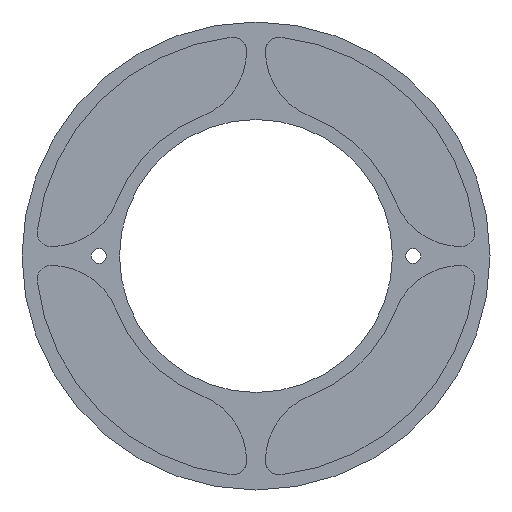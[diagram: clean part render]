
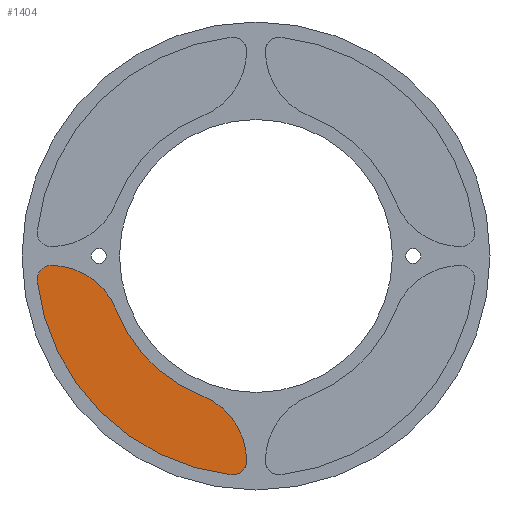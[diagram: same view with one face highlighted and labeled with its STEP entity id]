
A CAD part, left-side view. The second image highlights one B-rep face of the part: STEP entity #1404.
In plain terms, the highlighted planar face has unit normal (-1, 0, 0).
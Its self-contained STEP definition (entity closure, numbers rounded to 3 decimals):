
#9 = CIRCLE ( 'NONE', #1639, 3. ) ;
#129 = VERTEX_POINT ( 'NONE', #195 ) ;
#145 = DIRECTION ( 'NONE',  ( -1., 0., 0. ) ) ;
#169 = CIRCLE ( 'NONE', #931, 32. ) ;
#178 = CARTESIAN_POINT ( 'NONE',  ( 0., 0., 0. ) ) ;
#195 = CARTESIAN_POINT ( 'NONE',  ( 0., 5.341, -46.738 ) ) ;
#230 = EDGE_CURVE ( 'NONE', #2163, #483, #1989, .T. ) ;
#243 = AXIS2_PLACEMENT_3D ( 'NONE', #381, #546, #1906 ) ;
#281 = DIRECTION ( 'NONE',  ( 0., 0., -1. ) ) ;
#323 = VERTEX_POINT ( 'NONE', #1450 ) ;
#349 = CARTESIAN_POINT ( 'NONE',  ( 0., 5., -46.758 ) ) ;
#361 = DIRECTION ( 'NONE',  ( 1., 0., 0. ) ) ;
#381 = CARTESIAN_POINT ( 'NONE',  ( 0., 17., -43.818 ) ) ;
#392 = CARTESIAN_POINT ( 'NONE',  ( 0., 5., -43.758 ) ) ;
#402 = VERTEX_POINT ( 'NONE', #753 ) ;
#452 = EDGE_CURVE ( 'NONE', #323, #402, #9, .T. ) ;
#483 = VERTEX_POINT ( 'NONE', #349 ) ;
#546 = DIRECTION ( 'NONE',  ( 1., 0., 0. ) ) ;
#581 = VERTEX_POINT ( 'NONE', #1025 ) ;
#632 = AXIS2_PLACEMENT_3D ( 'NONE', #392, #1332, #1131 ) ;
#693 = DIRECTION ( 'NONE',  ( 0., 0., -1. ) ) ;
#728 = CARTESIAN_POINT ( 'NONE',  ( 0., 0., 0. ) ) ;
#738 = EDGE_CURVE ( 'NONE', #581, #2163, #1749, .T. ) ;
#753 = CARTESIAN_POINT ( 'NONE',  ( 0., 43.743, -2. ) ) ;
#784 = ORIENTED_EDGE ( 'NONE', *, *, #2411, .F. ) ;
#799 = EDGE_CURVE ( 'NONE', #129, #323, #1748, .T. ) ;
#923 = AXIS2_PLACEMENT_3D ( 'NONE', #1409, #2175, #1605 ) ;
#931 = AXIS2_PLACEMENT_3D ( 'NONE', #728, #145, #693 ) ;
#976 = AXIS2_PLACEMENT_3D ( 'NONE', #2114, #1870, #1150 ) ;
#1005 = ORIENTED_EDGE ( 'NONE', *, *, #2044, .F. ) ;
#1016 = ORIENTED_EDGE ( 'NONE', *, *, #738, .F. ) ;
#1025 = CARTESIAN_POINT ( 'NONE',  ( 0., 11.574, -29.833 ) ) ;
#1085 = ORIENTED_EDGE ( 'NONE', *, *, #799, .F. ) ;
#1131 = DIRECTION ( 'NONE',  ( 0., 0., -1. ) ) ;
#1139 = VERTEX_POINT ( 'NONE', #2194 ) ;
#1150 = DIRECTION ( 'NONE',  ( 0., 0., -1. ) ) ;
#1322 = AXIS2_PLACEMENT_3D ( 'NONE', #2185, #2166, #281 ) ;
#1332 = DIRECTION ( 'NONE',  ( 1., 0., 0. ) ) ;
#1340 = FACE_OUTER_BOUND ( 'NONE', #1444, .T. ) ;
#1343 = ORIENTED_EDGE ( 'NONE', *, *, #230, .F. ) ;
#1404 = ADVANCED_FACE ( 'NONE', ( #1340 ), #2099, .F. ) ;
#1409 = CARTESIAN_POINT ( 'NONE',  ( 0., 5., -43.758 ) ) ;
#1444 = EDGE_LOOP ( 'NONE', ( #1343, #1016, #1624, #1005, #1608, #1085, #784 ) ) ;
#1446 = CARTESIAN_POINT ( 'NONE',  ( 0., 2., -43.743 ) ) ;
#1450 = CARTESIAN_POINT ( 'NONE',  ( 0., 46.738, -5.341 ) ) ;
#1490 = DIRECTION ( 'NONE',  ( 1., 0., 0. ) ) ;
#1553 = AXIS2_PLACEMENT_3D ( 'NONE', #178, #1490, #1687 ) ;
#1576 = CIRCLE ( 'NONE', #632, 3. ) ;
#1605 = DIRECTION ( 'NONE',  ( 0., 0., -1. ) ) ;
#1608 = ORIENTED_EDGE ( 'NONE', *, *, #452, .F. ) ;
#1624 = ORIENTED_EDGE ( 'NONE', *, *, #2113, .F. ) ;
#1639 = AXIS2_PLACEMENT_3D ( 'NONE', #2465, #361, #2443 ) ;
#1687 = DIRECTION ( 'NONE',  ( 0., 0., -1. ) ) ;
#1748 = CIRCLE ( 'NONE', #1553, 47.043 ) ;
#1749 = CIRCLE ( 'NONE', #243, 15. ) ;
#1870 = DIRECTION ( 'NONE',  ( 1., 0., 0. ) ) ;
#1906 = DIRECTION ( 'NONE',  ( 0., 0., -1. ) ) ;
#1989 = CIRCLE ( 'NONE', #923, 3. ) ;
#1996 = CIRCLE ( 'NONE', #1322, 15. ) ;
#2044 = EDGE_CURVE ( 'NONE', #402, #1139, #1996, .T. ) ;
#2099 = PLANE ( 'NONE',  #976 ) ;
#2113 = EDGE_CURVE ( 'NONE', #1139, #581, #169, .T. ) ;
#2114 = CARTESIAN_POINT ( 'NONE',  ( 0., 2.5, -21.879 ) ) ;
#2163 = VERTEX_POINT ( 'NONE', #1446 ) ;
#2166 = DIRECTION ( 'NONE',  ( 1., 0., 0. ) ) ;
#2175 = DIRECTION ( 'NONE',  ( 1., 0., 0. ) ) ;
#2185 = CARTESIAN_POINT ( 'NONE',  ( 0., 43.818, -17. ) ) ;
#2194 = CARTESIAN_POINT ( 'NONE',  ( 0., 29.833, -11.574 ) ) ;
#2411 = EDGE_CURVE ( 'NONE', #483, #129, #1576, .T. ) ;
#2443 = DIRECTION ( 'NONE',  ( 0., 0., -1. ) ) ;
#2465 = CARTESIAN_POINT ( 'NONE',  ( 0., 43.758, -5. ) ) ;
